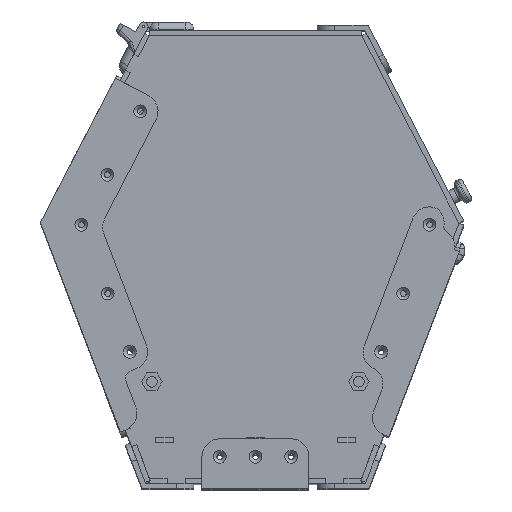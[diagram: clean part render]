
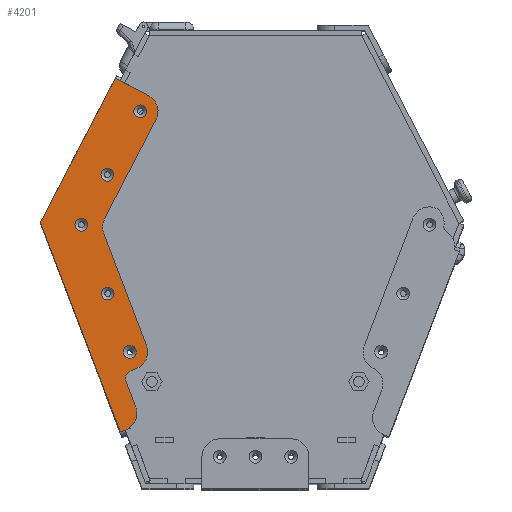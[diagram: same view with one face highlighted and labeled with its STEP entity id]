
A CAD part, top view. The second image highlights one B-rep face of the part: STEP entity #4201.
In plain terms, the highlighted planar face has unit normal (0, 0, 1).
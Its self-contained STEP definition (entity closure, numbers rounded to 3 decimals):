
#4201=ADVANCED_FACE('',(#11396,#11398,#11400,#11402,#11404,#11406),#11408,.F.);
#11396=FACE_BOUND('',#11397,.T.);
#11397=EDGE_LOOP('',(#18579,#18580,#18581,#18582,#18583,#18584,#18585,#18586,#18587,
#18588,#18589,#18590,#18591));
#11398=FACE_BOUND('',#11399,.T.);
#11399=EDGE_LOOP('',(#18592));
#11400=FACE_BOUND('',#11401,.T.);
#11401=EDGE_LOOP('',(#18593));
#11402=FACE_BOUND('',#11403,.T.);
#11403=EDGE_LOOP('',(#18594));
#11404=FACE_BOUND('',#11405,.T.);
#11405=EDGE_LOOP('',(#18595));
#11406=FACE_BOUND('',#11407,.T.);
#11407=EDGE_LOOP('',(#18596));
#11408=PLANE('',#11409);
#11409=AXIS2_PLACEMENT_3D('',#11410,#11411,#11412);
#11410=CARTESIAN_POINT('',(0.,0.,366.));
#11411=DIRECTION('',(0.,0.,-1.));
#11412=DIRECTION('',(-1.,0.,0.));
#18579=ORIENTED_EDGE('',*,*,#21920,.F.);
#18580=ORIENTED_EDGE('',*,*,#21921,.T.);
#18581=ORIENTED_EDGE('',*,*,#21922,.F.);
#18582=ORIENTED_EDGE('',*,*,#21923,.T.);
#18583=ORIENTED_EDGE('',*,*,#21924,.F.);
#18584=ORIENTED_EDGE('',*,*,#21925,.T.);
#18585=ORIENTED_EDGE('',*,*,#21926,.F.);
#18586=ORIENTED_EDGE('',*,*,#21882,.F.);
#18587=ORIENTED_EDGE('',*,*,#21891,.F.);
#18588=ORIENTED_EDGE('',*,*,#21927,.F.);
#18589=ORIENTED_EDGE('',*,*,#21928,.T.);
#18590=ORIENTED_EDGE('',*,*,#21929,.F.);
#18591=ORIENTED_EDGE('',*,*,#21930,.T.);
#18592=ORIENTED_EDGE('',*,*,#21931,.F.);
#18593=ORIENTED_EDGE('',*,*,#21932,.F.);
#18594=ORIENTED_EDGE('',*,*,#21933,.F.);
#18595=ORIENTED_EDGE('',*,*,#21934,.F.);
#18596=ORIENTED_EDGE('',*,*,#21935,.F.);
#21882=EDGE_CURVE('',#25868,#25870,#25871,.T.);
#21891=EDGE_CURVE('',#25886,#25868,#25888,.T.);
#21920=EDGE_CURVE('',#25944,#25945,#25946,.T.);
#21921=EDGE_CURVE('',#25944,#25947,#25948,.F.);
#21922=EDGE_CURVE('',#25949,#25947,#25950,.T.);
#21923=EDGE_CURVE('',#25949,#25951,#25952,.F.);
#21924=EDGE_CURVE('',#25953,#25951,#25954,.T.);
#21925=EDGE_CURVE('',#25953,#25955,#25956,.F.);
#21926=EDGE_CURVE('',#25870,#25955,#25957,.T.);
#21927=EDGE_CURVE('',#25958,#25886,#25959,.T.);
#21928=EDGE_CURVE('',#25958,#25960,#25961,.F.);
#21929=EDGE_CURVE('',#25962,#25960,#25963,.T.);
#21930=EDGE_CURVE('',#25962,#25945,#25964,.F.);
#21931=EDGE_CURVE('',#25965,#25965,#25966,.F.);
#21932=EDGE_CURVE('',#25967,#25967,#25968,.F.);
#21933=EDGE_CURVE('',#25969,#25969,#25970,.F.);
#21934=EDGE_CURVE('',#25971,#25971,#25972,.F.);
#21935=EDGE_CURVE('',#25973,#25973,#25974,.F.);
#25868=VERTEX_POINT('',#35333);
#25870=VERTEX_POINT('',#35337);
#25871=LINE('',#35338,#35339);
#25886=VERTEX_POINT('',#35375);
#25888=LINE('',#35379,#35380);
#25944=VERTEX_POINT('',#35511);
#25945=VERTEX_POINT('',#35512);
#25946=LINE('',#35513,#35514);
#25947=VERTEX_POINT('',#35516);
#25948=CIRCLE('',#35517,10.);
#25949=VERTEX_POINT('',#35521);
#25950=LINE('',#35522,#35523);
#25951=VERTEX_POINT('',#35525);
#25952=CIRCLE('',#35526,10.);
#25953=VERTEX_POINT('',#35530);
#25954=LINE('',#35531,#35532);
#25955=VERTEX_POINT('',#35534);
#25956=CIRCLE('',#35535,10.);
#25957=LINE('',#35539,#35540);
#25958=VERTEX_POINT('',#35542);
#25959=LINE('',#35543,#35544);
#25960=VERTEX_POINT('',#35546);
#25961=CIRCLE('',#35547,10.);
#25962=VERTEX_POINT('',#35551);
#25963=LINE('',#35552,#35553);
#25964=CIRCLE('',#35555,5.);
#25965=VERTEX_POINT('',#35559);
#25966=CIRCLE('',#35560,3.6);
#25967=VERTEX_POINT('',#35564);
#25968=CIRCLE('',#35565,3.6);
#25969=VERTEX_POINT('',#35569);
#25970=CIRCLE('',#35570,3.6);
#25971=VERTEX_POINT('',#35574);
#25972=CIRCLE('',#35575,3.6);
#25973=VERTEX_POINT('',#35579);
#25974=CIRCLE('',#35580,3.6);
#35333=CARTESIAN_POINT('',(-120.565,0.377,366.));
#35337=CARTESIAN_POINT('',(-78.646,81.137,366.));
#35338=CARTESIAN_POINT('',(-120.565,0.377,366.));
#35339=VECTOR('',#35340,1.);
#35340=DIRECTION('',(0.461,0.888,0.));
#35375=CARTESIAN_POINT('',(-75.791,-117.104,366.));
#35379=CARTESIAN_POINT('',(-75.791,-117.104,366.));
#35380=VECTOR('',#35381,1.);
#35381=DIRECTION('',(-0.356,0.934,0.));
#35511=CARTESIAN_POINT('',(-66.851,-81.592,366.));
#35512=CARTESIAN_POINT('',(-69.655,-82.66,366.));
#35513=CARTESIAN_POINT('',(-66.851,-81.592,366.));
#35514=VECTOR('',#35515,1.);
#35515=DIRECTION('',(-0.934,-0.356,0.));
#35516=CARTESIAN_POINT('',(-61.068,-68.686,366.));
#35517=AXIS2_PLACEMENT_3D('',#35518,#35519,#35520);
#35518=CARTESIAN_POINT('',(-70.413,-72.248,366.));
#35519=DIRECTION('',(0.,0.,-1.));
#35520=DIRECTION('',(0.934,0.356,0.));
#35521=CARTESIAN_POINT('',(-85.051,-5.759,366.));
#35522=CARTESIAN_POINT('',(-85.051,-5.759,366.));
#35523=VECTOR('',#35524,1.);
#35524=DIRECTION('',(0.356,-0.934,0.));
#35525=CARTESIAN_POINT('',(-84.582,2.409,366.));
#35526=AXIS2_PLACEMENT_3D('',#35527,#35528,#35529);
#35527=CARTESIAN_POINT('',(-75.707,-2.197,366.));
#35528=DIRECTION('',(0.,0.,1.));
#35529=DIRECTION('',(-0.888,0.461,0.));
#35530=CARTESIAN_POINT('',(-55.738,57.98,366.));
#35531=CARTESIAN_POINT('',(-55.738,57.98,366.));
#35532=VECTOR('',#35533,1.);
#35533=DIRECTION('',(-0.461,-0.888,0.));
#35534=CARTESIAN_POINT('',(-60.007,71.463,366.));
#35535=AXIS2_PLACEMENT_3D('',#35536,#35537,#35538);
#35536=CARTESIAN_POINT('',(-64.614,62.587,366.));
#35537=DIRECTION('',(0.,0.,-1.));
#35538=DIRECTION('',(0.461,0.888,0.));
#35539=CARTESIAN_POINT('',(-78.646,81.137,366.));
#35540=VECTOR('',#35541,1.);
#35541=DIRECTION('',(0.888,-0.461,0.));
#35542=CARTESIAN_POINT('',(-72.987,-116.035,366.));
#35543=CARTESIAN_POINT('',(-72.987,-116.035,366.));
#35544=VECTOR('',#35545,1.);
#35545=DIRECTION('',(-0.934,-0.356,0.));
#35546=CARTESIAN_POINT('',(-67.204,-103.13,366.));
#35547=AXIS2_PLACEMENT_3D('',#35548,#35549,#35550);
#35548=CARTESIAN_POINT('',(-76.549,-106.691,366.));
#35549=DIRECTION('',(0.,0.,-1.));
#35550=DIRECTION('',(0.934,0.356,0.));
#35551=CARTESIAN_POINT('',(-72.546,-89.113,366.));
#35552=CARTESIAN_POINT('',(-72.546,-89.113,366.));
#35553=VECTOR('',#35554,1.);
#35554=DIRECTION('',(0.356,-0.934,0.));
#35555=AXIS2_PLACEMENT_3D('',#35556,#35557,#35558);
#35556=CARTESIAN_POINT('',(-67.874,-87.332,366.));
#35557=DIRECTION('',(0.,0.,1.));
#35558=DIRECTION('',(-0.356,0.934,0.));
#35559=CARTESIAN_POINT('',(-68.214,62.587,366.));
#35560=AXIS2_PLACEMENT_3D('',#35561,#35562,#35563);
#35561=CARTESIAN_POINT('',(-64.614,62.587,366.));
#35562=DIRECTION('',(0.,0.,-1.));
#35563=DIRECTION('',(-1.,0.,0.));
#35564=CARTESIAN_POINT('',(-101.189,-0.942,366.));
#35565=AXIS2_PLACEMENT_3D('',#35566,#35567,#35568);
#35566=CARTESIAN_POINT('',(-97.589,-0.942,366.));
#35567=DIRECTION('',(0.,0.,-1.));
#35568=DIRECTION('',(-1.,0.,0.));
#35569=CARTESIAN_POINT('',(-74.013,-72.248,366.));
#35570=AXIS2_PLACEMENT_3D('',#35571,#35572,#35573);
#35571=CARTESIAN_POINT('',(-70.413,-72.248,366.));
#35572=DIRECTION('',(0.,0.,-1.));
#35573=DIRECTION('',(-1.,0.,0.));
#35574=CARTESIAN_POINT('',(-86.642,27.085,366.));
#35575=AXIS2_PLACEMENT_3D('',#35576,#35577,#35578);
#35576=CARTESIAN_POINT('',(-83.042,27.085,366.));
#35577=DIRECTION('',(0.,0.,-1.));
#35578=DIRECTION('',(-1.,0.,0.));
#35579=CARTESIAN_POINT('',(-86.477,-39.542,366.));
#35580=AXIS2_PLACEMENT_3D('',#35581,#35582,#35583);
#35581=CARTESIAN_POINT('',(-82.877,-39.542,366.));
#35582=DIRECTION('',(0.,0.,-1.));
#35583=DIRECTION('',(-1.,0.,0.));
